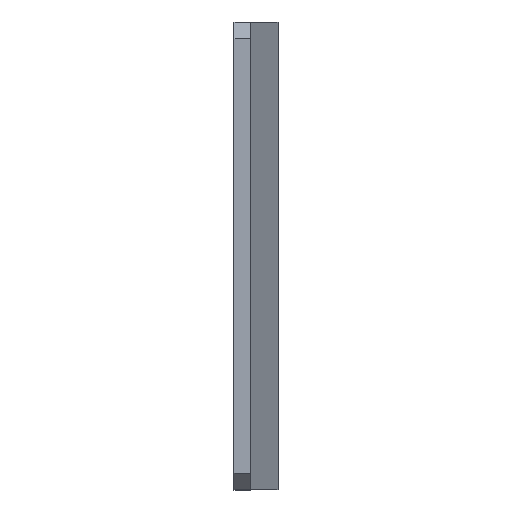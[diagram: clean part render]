
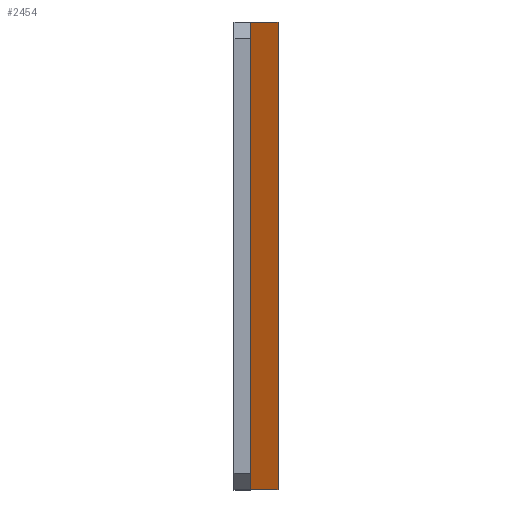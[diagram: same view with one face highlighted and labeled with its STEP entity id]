
A CAD part, front view. The second image highlights one B-rep face of the part: STEP entity #2454.
In plain terms, the highlighted planar face has unit normal (0.968, -0.25, 0).
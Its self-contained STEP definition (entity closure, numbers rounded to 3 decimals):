
#7 = VERTEX_POINT ( 'NONE', #153 ) ;
#88 = LINE ( 'NONE', #507, #1739 ) ;
#98 = VERTEX_POINT ( 'NONE', #2105 ) ;
#142 = DIRECTION ( 'NONE',  ( 0., 0., 1. ) ) ;
#153 = CARTESIAN_POINT ( 'NONE',  ( 4.809, 18.627, 42.5 ) ) ;
#205 = CARTESIAN_POINT ( 'NONE',  ( -0.092, -0.357, 42.5 ) ) ;
#210 = DIRECTION ( 'NONE',  ( -0.25, -0.968, 0. ) ) ;
#276 = EDGE_CURVE ( 'NONE', #2559, #706, #88, .T. ) ;
#369 = ORIENTED_EDGE ( 'NONE', *, *, #3064, .T. ) ;
#385 = DIRECTION ( 'NONE',  ( -0.25, -0.968, 0. ) ) ;
#403 = ORIENTED_EDGE ( 'NONE', *, *, #773, .F. ) ;
#486 = VERTEX_POINT ( 'NONE', #491 ) ;
#491 = CARTESIAN_POINT ( 'NONE',  ( 0.095, 0.369, -42.5 ) ) ;
#507 = CARTESIAN_POINT ( 'NONE',  ( 4.809, 18.627, -42.5 ) ) ;
#609 = LINE ( 'NONE', #2371, #3034 ) ;
#706 = VERTEX_POINT ( 'NONE', #2893 ) ;
#744 = VECTOR ( 'NONE', #385, 1000. ) ;
#756 = DIRECTION ( 'NONE',  ( 0., 0., -1. ) ) ;
#773 = EDGE_CURVE ( 'NONE', #486, #98, #1629, .T. ) ;
#801 = EDGE_CURVE ( 'NONE', #7, #819, #1234, .T. ) ;
#819 = VERTEX_POINT ( 'NONE', #1204 ) ;
#871 = CARTESIAN_POINT ( 'NONE',  ( -0.092, -0.357, 0. ) ) ;
#876 = CARTESIAN_POINT ( 'NONE',  ( 5., 19.365, 42.5 ) ) ;
#907 = DIRECTION ( 'NONE',  ( -0.25, -0.968, 0. ) ) ;
#990 = ORIENTED_EDGE ( 'NONE', *, *, #276, .T. ) ;
#1064 = VECTOR ( 'NONE', #210, 1000. ) ;
#1167 = VECTOR ( 'NONE', #1656, 1000. ) ;
#1174 = EDGE_CURVE ( 'NONE', #706, #2747, #609, .T. ) ;
#1204 = CARTESIAN_POINT ( 'NONE',  ( 0.095, 0.369, 42.5 ) ) ;
#1231 = LINE ( 'NONE', #1259, #2882 ) ;
#1234 = LINE ( 'NONE', #1479, #1064 ) ;
#1254 = EDGE_CURVE ( 'NONE', #7, #2747, #3136, .T. ) ;
#1259 = CARTESIAN_POINT ( 'NONE',  ( 0.095, 0.369, 42.5 ) ) ;
#1289 = EDGE_CURVE ( 'NONE', #486, #2559, #1460, .T. ) ;
#1312 = EDGE_CURVE ( 'NONE', #819, #2435, #1231, .T. ) ;
#1365 = DIRECTION ( 'NONE',  ( -0.968, 0.25, 0. ) ) ;
#1460 = LINE ( 'NONE', #2448, #2257 ) ;
#1479 = CARTESIAN_POINT ( 'NONE',  ( -0.092, -0.357, 42.5 ) ) ;
#1521 = DIRECTION ( 'NONE',  ( 0.25, 0.968, 0. ) ) ;
#1569 = AXIS2_PLACEMENT_3D ( 'NONE', #871, #1365, #907 ) ;
#1629 = LINE ( 'NONE', #2144, #744 ) ;
#1656 = DIRECTION ( 'NONE',  ( 0.25, 0.968, 0. ) ) ;
#1672 = VECTOR ( 'NONE', #756, 1000. ) ;
#1739 = VECTOR ( 'NONE', #1521, 1000. ) ;
#1829 = ORIENTED_EDGE ( 'NONE', *, *, #1289, .T. ) ;
#2012 = ORIENTED_EDGE ( 'NONE', *, *, #801, .T. ) ;
#2105 = CARTESIAN_POINT ( 'NONE',  ( 0., 0., -42.5 ) ) ;
#2144 = CARTESIAN_POINT ( 'NONE',  ( -0.092, -0.357, -42.5 ) ) ;
#2152 = FACE_OUTER_BOUND ( 'NONE', #2381, .T. ) ;
#2235 = CARTESIAN_POINT ( 'NONE',  ( 0., 0., 0. ) ) ;
#2238 = DIRECTION ( 'NONE',  ( -0.25, -0.968, 0. ) ) ;
#2257 = VECTOR ( 'NONE', #3201, 1000. ) ;
#2348 = PLANE ( 'NONE',  #1569 ) ;
#2371 = CARTESIAN_POINT ( 'NONE',  ( 5., 19.365, 0. ) ) ;
#2380 = CARTESIAN_POINT ( 'NONE',  ( 4.809, 18.627, -42.5 ) ) ;
#2381 = EDGE_LOOP ( 'NONE', ( #1829, #990, #3102, #2495, #2012, #3048, #369, #403 ) ) ;
#2435 = VERTEX_POINT ( 'NONE', #2950 ) ;
#2448 = CARTESIAN_POINT ( 'NONE',  ( -0.092, -0.357, -42.5 ) ) ;
#2454 = ADVANCED_FACE ( 'NONE', ( #2152 ), #2348, .F. ) ;
#2495 = ORIENTED_EDGE ( 'NONE', *, *, #1254, .F. ) ;
#2559 = VERTEX_POINT ( 'NONE', #2380 ) ;
#2747 = VERTEX_POINT ( 'NONE', #876 ) ;
#2751 = LINE ( 'NONE', #2235, #1672 ) ;
#2882 = VECTOR ( 'NONE', #2238, 1000. ) ;
#2893 = CARTESIAN_POINT ( 'NONE',  ( 5., 19.365, -42.5 ) ) ;
#2950 = CARTESIAN_POINT ( 'NONE',  ( 0., 0., 42.5 ) ) ;
#3034 = VECTOR ( 'NONE', #142, 1000. ) ;
#3048 = ORIENTED_EDGE ( 'NONE', *, *, #1312, .T. ) ;
#3064 = EDGE_CURVE ( 'NONE', #2435, #98, #2751, .T. ) ;
#3102 = ORIENTED_EDGE ( 'NONE', *, *, #1174, .T. ) ;
#3136 = LINE ( 'NONE', #205, #1167 ) ;
#3201 = DIRECTION ( 'NONE',  ( 0.25, 0.968, 0. ) ) ;
